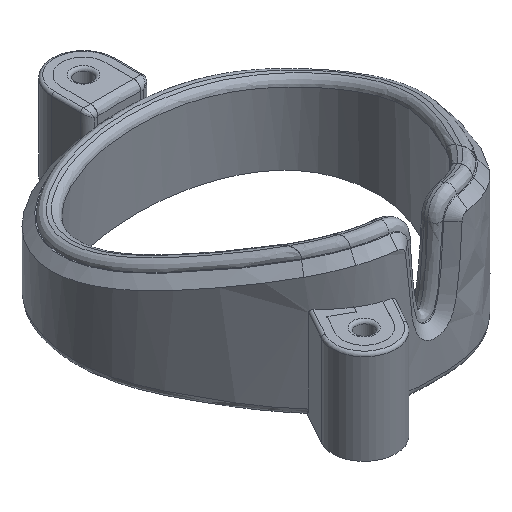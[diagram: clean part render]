
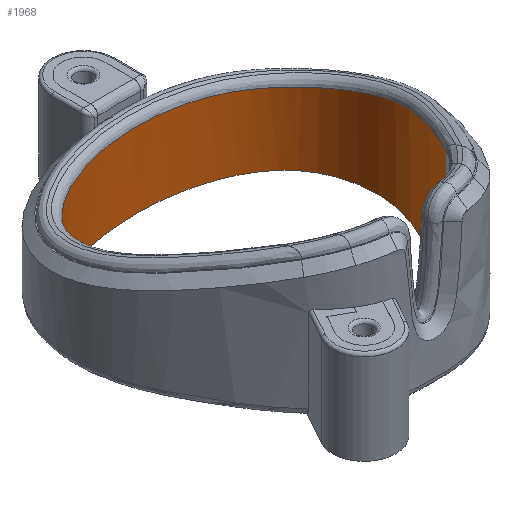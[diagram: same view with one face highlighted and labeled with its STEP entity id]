
A CAD part, isometric view. The second image highlights one B-rep face of the part: STEP entity #1968.
In plain terms, the highlighted free-form (B-spline) face has degree [3, 1] with [21, 2] control points.
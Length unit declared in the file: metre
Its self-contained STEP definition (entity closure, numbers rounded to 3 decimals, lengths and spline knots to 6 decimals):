
#246=B_SPLINE_CURVE_WITH_KNOTS('',3,(#5173,#5174,#5175,#5176,#5177,#5178,
#5179,#5180,#5181,#5182,#5183,#5184,#5185,#5186,#5187,#5188,#5189,#5190,
#5191,#5192,#5193,#5194,#5195,#5196,#5197,#5198,#5199,#5200,#5201,#5202,
#5203,#5204),.UNSPECIFIED.,.F.,.F.,(4,1,1,1,1,1,1,1,1,1,1,1,1,1,1,1,1,1,
1,1,1,1,1,1,1,1,1,1,1,4),(0.,0.005769,0.008653,
0.011537,0.014422,0.017306,0.020191,
0.023075,0.025959,0.028844,0.031728,
0.034612,0.037497,0.040381,0.043265,
0.04615,0.051919,0.054803,0.057687,
0.060572,0.063456,0.06634,0.069225,
0.072109,0.074993,0.077878,0.080762,
0.083647,0.086531,0.0923),.UNSPECIFIED.);
#247=B_SPLINE_CURVE_WITH_KNOTS('',3,(#5208,#5209,#5210,#5211,#5212,#5213,
#5214,#5215,#5216,#5217,#5218,#5219,#5220),.UNSPECIFIED.,.T.,.F.,(1,3,1,
1,1,1,1,1,1,1,1,3,1),(-0.119499,0.,0.119499,0.21531,
0.31112,0.420568,0.5,0.579432,0.68888,
0.78469,0.880501,1.,1.119499),.UNSPECIFIED.);
#690=ORIENTED_EDGE('',*,*,#1097,.F.);
#691=ORIENTED_EDGE('',*,*,#1098,.T.);
#692=ORIENTED_EDGE('',*,*,#1099,.T.);
#693=ORIENTED_EDGE('',*,*,#1100,.F.);
#1097=EDGE_CURVE('',#1322,#1323,#1459,.T.);
#1098=EDGE_CURVE('',#1322,#1324,#246,.T.);
#1099=EDGE_CURVE('',#1324,#1325,#1460,.T.);
#1100=EDGE_CURVE('',#1323,#1325,#247,.T.);
#1322=VERTEX_POINT('',#5171);
#1323=VERTEX_POINT('',#5172);
#1324=VERTEX_POINT('',#5205);
#1325=VERTEX_POINT('',#5207);
#1459=LINE('',#5170,#1565);
#1460=LINE('',#5206,#1566);
#1565=VECTOR('',#2394,1.);
#1566=VECTOR('',#2395,1.);
#1676=EDGE_LOOP('',(#690,#691,#692,#693));
#1805=FACE_BOUND('',#1676,.T.);
#1884=B_SPLINE_SURFACE_WITH_KNOTS('',3,1,((#5128,#5129),(#5130,#5131),(#5132,
#5133),(#5134,#5135),(#5136,#5137),(#5138,#5139),(#5140,#5141),(#5142,#5143),
(#5144,#5145),(#5146,#5147),(#5148,#5149),(#5150,#5151),(#5152,#5153),(#5154,
#5155),(#5156,#5157),(#5158,#5159),(#5160,#5161),(#5162,#5163),(#5164,#5165),
(#5166,#5167),(#5168,#5169)),.SURF_OF_LINEAR_EXTRUSION.,.F.,.F.,.F.,(4,
1,1,1,1,1,1,1,1,1,1,1,1,1,1,1,1,1,4),(2,2),(0.638428,0.683625,
0.728821,0.774018,0.819214,0.864411,0.887009,
0.909607,0.954804,1.,1.045196,1.090393,
1.112991,1.135589,1.180786,1.225982,1.271179,
1.316375,1.361572),(0.,1.),.UNSPECIFIED.);
#1968=ADVANCED_FACE('',(#1805),#1884,.T.);
#2394=DIRECTION('',(0.,0.,-1.));
#2395=DIRECTION('',(0.,0.,-1.));
#5128=CARTESIAN_POINT('',(0.01207,-0.011771,0.017167));
#5129=CARTESIAN_POINT('',(0.01207,-0.011771,0.));
#5130=CARTESIAN_POINT('',(0.013248,-0.010123,0.017167));
#5131=CARTESIAN_POINT('',(0.013248,-0.010123,0.));
#5132=CARTESIAN_POINT('',(0.015428,-0.00651,0.017167));
#5133=CARTESIAN_POINT('',(0.015428,-0.00651,0.));
#5134=CARTESIAN_POINT('',(0.017865,-0.001739,0.017167));
#5135=CARTESIAN_POINT('',(0.017865,-0.001739,0.));
#5136=CARTESIAN_POINT('',(0.019177,0.002769,0.017167));
#5137=CARTESIAN_POINT('',(0.019177,0.002769,0.));
#5138=CARTESIAN_POINT('',(0.019084,0.007795,0.017167));
#5139=CARTESIAN_POINT('',(0.019084,0.007795,0.));
#5140=CARTESIAN_POINT('',(0.017515,0.011895,0.017167));
#5141=CARTESIAN_POINT('',(0.017515,0.011895,0.));
#5142=CARTESIAN_POINT('',(0.015137,0.014609,0.017167));
#5143=CARTESIAN_POINT('',(0.015137,0.014609,0.));
#5144=CARTESIAN_POINT('',(0.011994,0.016835,0.017167));
#5145=CARTESIAN_POINT('',(0.011994,0.016835,0.));
#5146=CARTESIAN_POINT('',(0.006951,0.018715,0.017167));
#5147=CARTESIAN_POINT('',(0.006951,0.018715,0.));
#5148=CARTESIAN_POINT('',(0.,0.019479,0.017167));
#5149=CARTESIAN_POINT('',(0.,0.019479,0.));
#5150=CARTESIAN_POINT('',(-0.006951,0.018715,0.017167));
#5151=CARTESIAN_POINT('',(-0.006951,0.018715,0.));
#5152=CARTESIAN_POINT('',(-0.011994,0.016835,0.017167));
#5153=CARTESIAN_POINT('',(-0.011994,0.016835,0.));
#5154=CARTESIAN_POINT('',(-0.015137,0.014609,0.017167));
#5155=CARTESIAN_POINT('',(-0.015137,0.014609,0.));
#5156=CARTESIAN_POINT('',(-0.017515,0.011895,0.017167));
#5157=CARTESIAN_POINT('',(-0.017515,0.011895,0.));
#5158=CARTESIAN_POINT('',(-0.019084,0.007795,0.017167));
#5159=CARTESIAN_POINT('',(-0.019084,0.007795,0.));
#5160=CARTESIAN_POINT('',(-0.019177,0.002769,0.017167));
#5161=CARTESIAN_POINT('',(-0.019177,0.002769,0.));
#5162=CARTESIAN_POINT('',(-0.017865,-0.001739,0.017167));
#5163=CARTESIAN_POINT('',(-0.017865,-0.001739,0.));
#5164=CARTESIAN_POINT('',(-0.015428,-0.00651,0.017167));
#5165=CARTESIAN_POINT('',(-0.015428,-0.00651,0.));
#5166=CARTESIAN_POINT('',(-0.013248,-0.010123,0.017167));
#5167=CARTESIAN_POINT('',(-0.013248,-0.010123,0.));
#5168=CARTESIAN_POINT('',(-0.01207,-0.011771,0.017167));
#5169=CARTESIAN_POINT('',(-0.01207,-0.011771,0.));
#5170=CARTESIAN_POINT('',(0.01207,-0.011771,0.022));
#5171=CARTESIAN_POINT('',(0.01207,-0.011771,0.017064));
#5172=CARTESIAN_POINT('',(0.01207,-0.011771,0.));
#5173=CARTESIAN_POINT('',(0.01207,-0.011771,0.017064));
#5174=CARTESIAN_POINT('',(0.013149,-0.010262,0.016527));
#5175=CARTESIAN_POINT('',(0.014601,-0.007898,0.015726));
#5176=CARTESIAN_POINT('',(0.016373,-0.004651,0.014686));
#5177=CARTESIAN_POINT('',(0.017582,-0.002135,0.013894));
#5178=CARTESIAN_POINT('',(0.018526,0.000466,0.01309));
#5179=CARTESIAN_POINT('',(0.019067,0.003208,0.012263));
#5180=CARTESIAN_POINT('',(0.019112,0.005973,0.011484));
#5181=CARTESIAN_POINT('',(0.018654,0.008763,0.010782));
#5182=CARTESIAN_POINT('',(0.017629,0.011421,0.010239));
#5183=CARTESIAN_POINT('',(0.015976,0.013806,0.009945));
#5184=CARTESIAN_POINT('',(0.013734,0.015685,0.009983));
#5185=CARTESIAN_POINT('',(0.011214,0.017064,0.01015));
#5186=CARTESIAN_POINT('',(0.008487,0.018074,0.0103));
#5187=CARTESIAN_POINT('',(0.005706,0.018745,0.010404));
#5188=CARTESIAN_POINT('',(0.002865,0.019139,0.010464));
#5189=CARTESIAN_POINT('',(-0.001009,0.019311,0.01049));
#5190=CARTESIAN_POINT('',(-0.004817,0.018962,0.010437));
#5191=CARTESIAN_POINT('',(-0.008516,0.018065,0.010299));
#5192=CARTESIAN_POINT('',(-0.011244,0.017051,0.010148));
#5193=CARTESIAN_POINT('',(-0.013777,0.015657,0.009981));
#5194=CARTESIAN_POINT('',(-0.016005,0.013774,0.009946));
#5195=CARTESIAN_POINT('',(-0.017656,0.011373,0.010246));
#5196=CARTESIAN_POINT('',(-0.018672,0.008689,0.010799));
#5197=CARTESIAN_POINT('',(-0.019115,0.005929,0.011496));
#5198=CARTESIAN_POINT('',(-0.019058,0.003119,0.012289));
#5199=CARTESIAN_POINT('',(-0.018509,0.00041,0.013107));
#5200=CARTESIAN_POINT('',(-0.017549,-0.002214,0.013919));
#5201=CARTESIAN_POINT('',(-0.01635,-0.004692,0.014699));
#5202=CARTESIAN_POINT('',(-0.014588,-0.00792,0.015733));
#5203=CARTESIAN_POINT('',(-0.013145,-0.010268,0.016529));
#5204=CARTESIAN_POINT('',(-0.01207,-0.011771,0.017064));
#5205=CARTESIAN_POINT('',(-0.01207,-0.011771,0.017064));
#5206=CARTESIAN_POINT('',(-0.01207,-0.011771,0.022));
#5207=CARTESIAN_POINT('',(-0.01207,-0.011771,0.));
#5208=CARTESIAN_POINT('',(0.,0.019224,0.));
#5209=CARTESIAN_POINT('',(-0.006126,0.019224,0.));
#5210=CARTESIAN_POINT('',(-0.017163,0.016014,0.));
#5211=CARTESIAN_POINT('',(-0.020155,0.003584,0.));
#5212=CARTESIAN_POINT('',(-0.01608,-0.005915,0.));
#5213=CARTESIAN_POINT('',(-0.008092,-0.018347,0.));
#5214=CARTESIAN_POINT('',(0.,-0.018461,0.));
#5215=CARTESIAN_POINT('',(0.008092,-0.018347,0.));
#5216=CARTESIAN_POINT('',(0.01608,-0.005915,0.));
#5217=CARTESIAN_POINT('',(0.020155,0.003584,0.));
#5218=CARTESIAN_POINT('',(0.017163,0.016014,0.));
#5219=CARTESIAN_POINT('',(0.006126,0.019224,0.));
#5220=CARTESIAN_POINT('',(0.,0.019224,0.));
